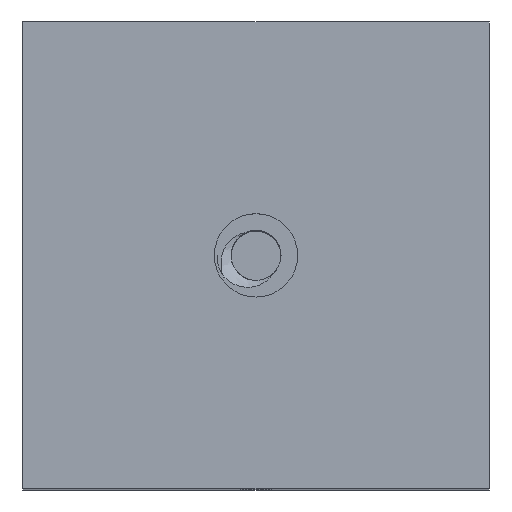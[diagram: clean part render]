
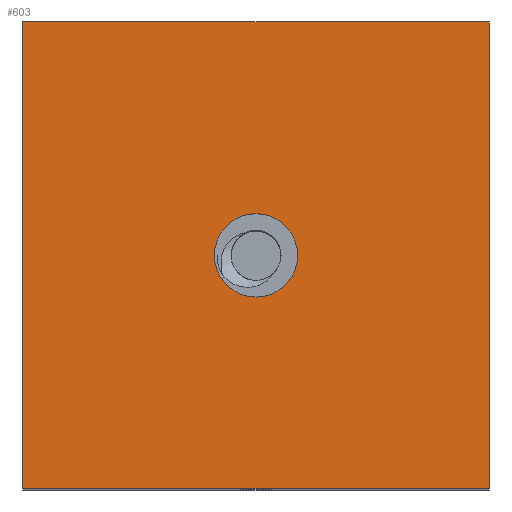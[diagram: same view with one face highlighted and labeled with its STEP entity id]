
A CAD part, top view. The second image highlights one B-rep face of the part: STEP entity #603.
In plain terms, the highlighted planar face has unit normal (0, 0, 1).
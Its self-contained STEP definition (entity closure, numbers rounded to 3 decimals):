
#18=FACE_BOUND('',#101,.T.);
#25=PLANE('',#666);
#63=FACE_OUTER_BOUND('',#100,.T.);
#100=EDGE_LOOP('',(#502,#503,#504,#505));
#101=EDGE_LOOP('',(#506));
#158=CIRCLE('',#660,4.5);
#186=LINE('',#1845,#225);
#187=LINE('',#1847,#226);
#188=LINE('',#1849,#227);
#189=LINE('',#1850,#228);
#225=VECTOR('',#783,10.);
#226=VECTOR('',#784,10.);
#227=VECTOR('',#785,10.);
#228=VECTOR('',#786,10.);
#284=VERTEX_POINT('',#1179);
#289=VERTEX_POINT('',#1843);
#290=VERTEX_POINT('',#1844);
#291=VERTEX_POINT('',#1846);
#292=VERTEX_POINT('',#1848);
#358=EDGE_CURVE('',#284,#284,#158,.T.);
#369=EDGE_CURVE('',#289,#290,#186,.T.);
#370=EDGE_CURVE('',#290,#291,#187,.T.);
#371=EDGE_CURVE('',#291,#292,#188,.T.);
#372=EDGE_CURVE('',#292,#289,#189,.T.);
#502=ORIENTED_EDGE('',*,*,#369,.T.);
#503=ORIENTED_EDGE('',*,*,#370,.T.);
#504=ORIENTED_EDGE('',*,*,#371,.T.);
#505=ORIENTED_EDGE('',*,*,#372,.T.);
#506=ORIENTED_EDGE('',*,*,#358,.T.);
#603=ADVANCED_FACE('',(#63,#18),#25,.F.);
#660=AXIS2_PLACEMENT_3D('',#1180,#767,#768);
#666=AXIS2_PLACEMENT_3D('',#1842,#781,#782);
#767=DIRECTION('center_axis',(0.,0.,-1.));
#768=DIRECTION('ref_axis',(1.,0.,0.));
#781=DIRECTION('center_axis',(0.,0.,-1.));
#782=DIRECTION('ref_axis',(1.,0.,0.));
#783=DIRECTION('',(1.,0.,0.));
#784=DIRECTION('',(0.,1.,0.));
#785=DIRECTION('',(-1.,0.,0.));
#786=DIRECTION('',(0.,-1.,0.));
#1179=CARTESIAN_POINT('',(-4.5,0.,76.2));
#1180=CARTESIAN_POINT('Origin',(0.,0.,76.2));
#1842=CARTESIAN_POINT('Origin',(0.,0.,76.2));
#1843=CARTESIAN_POINT('',(-25.2,-25.2,76.2));
#1844=CARTESIAN_POINT('',(25.2,-25.2,76.2));
#1845=CARTESIAN_POINT('',(-25.2,-25.2,76.2));
#1846=CARTESIAN_POINT('',(25.2,25.2,76.2));
#1847=CARTESIAN_POINT('',(25.2,-25.2,76.2));
#1848=CARTESIAN_POINT('',(-25.2,25.2,76.2));
#1849=CARTESIAN_POINT('',(25.2,25.2,76.2));
#1850=CARTESIAN_POINT('',(-25.2,25.2,76.2));
